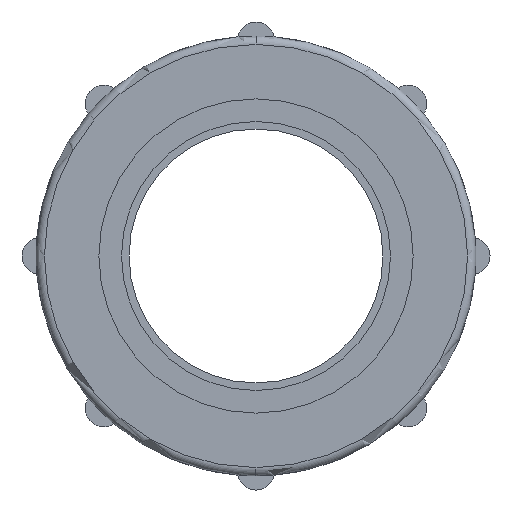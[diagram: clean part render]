
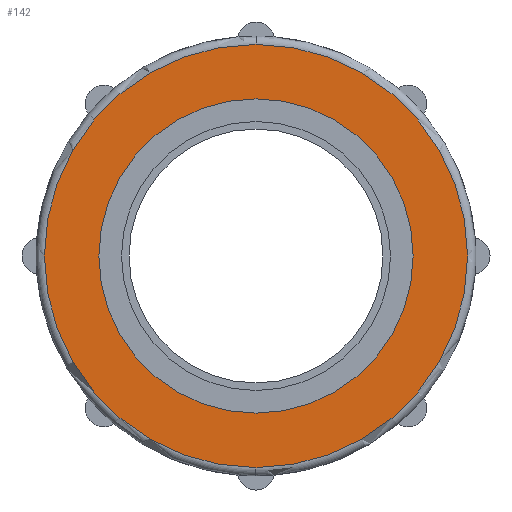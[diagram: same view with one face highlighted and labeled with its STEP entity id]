
A CAD part, left-side view. The second image highlights one B-rep face of the part: STEP entity #142.
In plain terms, the highlighted planar face has unit normal (-1, 0, 0).
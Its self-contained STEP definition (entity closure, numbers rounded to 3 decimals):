
#142 = ADVANCED_FACE( '', ( #284, #285 ), #286, .T. );
#284 = FACE_BOUND( '', #431, .T. );
#285 = FACE_OUTER_BOUND( '', #432, .T. );
#286 = PLANE( '', #433 );
#431 = EDGE_LOOP( '', ( #949, #950 ) );
#432 = EDGE_LOOP( '', ( #951, #952, #953 ) );
#433 = AXIS2_PLACEMENT_3D( '', #954, #955, #956 );
#949 = ORIENTED_EDGE( '', *, *, #983, .F. );
#950 = ORIENTED_EDGE( '', *, *, #1137, .F. );
#951 = ORIENTED_EDGE( '', *, *, #997, .T. );
#952 = ORIENTED_EDGE( '', *, *, #1136, .T. );
#953 = ORIENTED_EDGE( '', *, *, #998, .T. );
#954 = CARTESIAN_POINT( '', ( -15.667, 43.175, 0. ) );
#955 = DIRECTION( '', ( -1., 0., 0. ) );
#956 = DIRECTION( '', ( 0., 1., 0. ) );
#983 = EDGE_CURVE( '', #1148, #1151, #1152, .T. );
#997 = EDGE_CURVE( '', #1179, #1177, #1180, .T. );
#998 = EDGE_CURVE( '', #1157, #1179, #1181, .T. );
#1136 = EDGE_CURVE( '', #1177, #1157, #1394, .T. );
#1137 = EDGE_CURVE( '', #1151, #1148, #1395, .T. );
#1148 = VERTEX_POINT( '', #1408 );
#1151 = VERTEX_POINT( '', #1412 );
#1152 = CIRCLE( '', #1413, 36.8 );
#1157 = VERTEX_POINT( '', #1419 );
#1177 = VERTEX_POINT( '', #1439 );
#1179 = VERTEX_POINT( '', #1441 );
#1180 = CIRCLE( '', #1442, 49.55 );
#1181 = CIRCLE( '', #1443, 49.55 );
#1394 = CIRCLE( '', #1858, 49.55 );
#1395 = CIRCLE( '', #1859, 36.8 );
#1408 = CARTESIAN_POINT( '', ( -15.667, 36.8, 0. ) );
#1412 = CARTESIAN_POINT( '', ( -15.667, -36.8, 0. ) );
#1413 = AXIS2_PLACEMENT_3D( '', #1871, #1872, #1873 );
#1419 = CARTESIAN_POINT( '', ( -15.667, 0., 49.55 ) );
#1439 = CARTESIAN_POINT( '', ( -15.667, 0., -49.55 ) );
#1441 = CARTESIAN_POINT( '', ( -15.667, 49.55, 0. ) );
#1442 = AXIS2_PLACEMENT_3D( '', #1911, #1912, #1913 );
#1443 = AXIS2_PLACEMENT_3D( '', #1914, #1915, #1916 );
#1858 = AXIS2_PLACEMENT_3D( '', #2230, #2231, #2232 );
#1859 = AXIS2_PLACEMENT_3D( '', #2233, #2234, #2235 );
#1871 = CARTESIAN_POINT( '', ( -15.667, 0., 0. ) );
#1872 = DIRECTION( '', ( -1., 0., 0. ) );
#1873 = DIRECTION( '', ( 0., 1., 0. ) );
#1911 = CARTESIAN_POINT( '', ( -15.667, 0., 0. ) );
#1912 = DIRECTION( '', ( -1., 0., 0. ) );
#1913 = DIRECTION( '', ( 0., 1., 0. ) );
#1914 = CARTESIAN_POINT( '', ( -15.667, 0., 0. ) );
#1915 = DIRECTION( '', ( -1., 0., 0. ) );
#1916 = DIRECTION( '', ( 0., 1., 0. ) );
#2230 = CARTESIAN_POINT( '', ( -15.667, 0., 0. ) );
#2231 = DIRECTION( '', ( -1., 0., 0. ) );
#2232 = DIRECTION( '', ( 0., 1., 0. ) );
#2233 = CARTESIAN_POINT( '', ( -15.667, 0., 0. ) );
#2234 = DIRECTION( '', ( -1., 0., 0. ) );
#2235 = DIRECTION( '', ( 0., 1., 0. ) );
